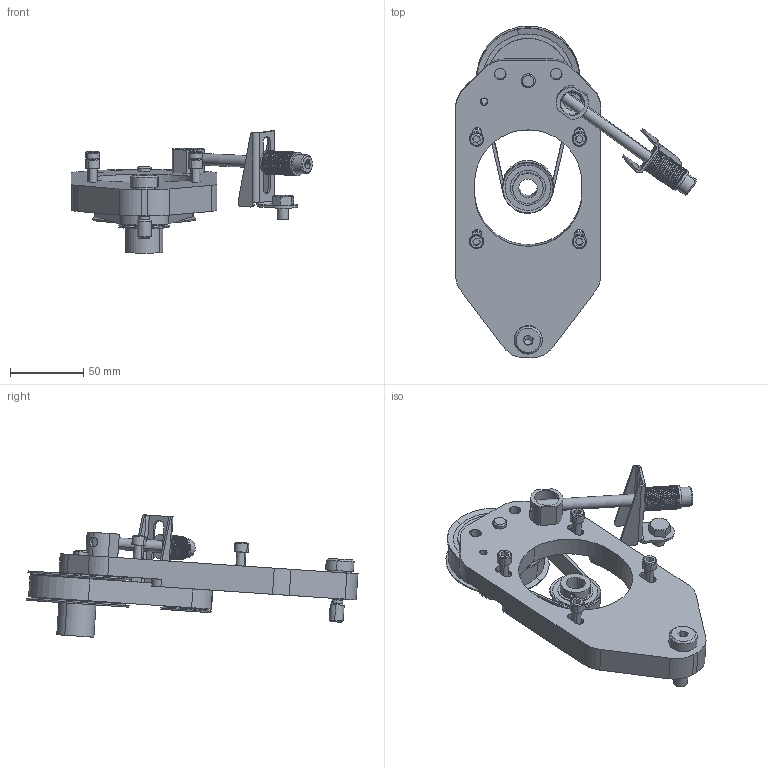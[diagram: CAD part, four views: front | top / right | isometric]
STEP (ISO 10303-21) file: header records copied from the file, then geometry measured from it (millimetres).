
FILE_DESCRIPTION (( 'STEP AP214' ), '1' );
FILE_NAME ('CRP301-00.STEP', '2018-07-06T21:52:58', ( '' ), ( '' ), 'SwSTEP 2.0', 'SolidWorks 2017', '' );
FILE_SCHEMA (( 'AUTOMOTIVE_DESIGN' ));
Length unit declared in the file: millimetre
Products named in the file (23): CRP301-01; ISO 10423; 97022A448; hex screw_am_B18.6.7M - M8 x 1.25 x 10 Plain HHMS --10N; socket head shoulder screw2_ai_SHSSCREW 0.5x0.75-N; CRP303-01; socket countersunk head screw_am_B18.3.5M - 6 x 1.0 x 12 Socket FCHS  -- 12N; CRP330-00; CRP301-00; FW-ZP-M8; CRP303-00; CRP400-12_Imperial; 300-5GT-15; socket head shoulder screw2_ai_SHSSCREW 0.5x1.25-N; SK-0250-20-0_750; 90135A437; hex nut_ai_HNUT 0.2500-20-D-N; socket head cap screw_am_B18.3.1M - 8 x 1.25 x 100 Hex SHCS -- 28NHX; CRP303-02; CRP303-03; 2868T11; CRP301-07; CRP301-03
Assembly tree (29 placements, depth 3):
  CRP301-00
    CRP301-01
    socket head shoulder screw2_ai_SHSSCREW 0.5x0.75-N
    2868T11
    CRP301-03
    CRP303-00
      CRP303-01
      CRP303-03
      CRP303-02
    SK-0250-20-0_750  x4
    hex nut_ai_HNUT 0.2500-20-D-N  x4
    socket head shoulder screw2_ai_SHSSCREW 0.5x1.25-N
    97022A448
    300-5GT-15
    90135A437
    CRP330-00
      CRP301-07
      hex screw_am_B18.6.7M - M8 x 1.25 x 10 Plain HHMS --10N
      socket head cap screw_am_B18.3.1M - 8 x 1.25 x 100 Hex SHCS -- 28NHX
      FW-ZP-M8  x2
      ISO 10423
      CRP400-12_Imperial
      socket countersunk head screw_am_B18.3.5M - 6 x 1.0 x 12 Socket FCHS  -- 12N
Bounding box: 164.12 x 226.08 x 83.35 mm (x, y, z)
Volume: 309976.1 mm3; surface area: 112201.1 mm2
Topology: 27 solids, 27 shells, 857 faces, 2039 edges, 1264 vertices
Faces by surface type: cylinder 367, plane 275, cone 148, bspline 55, torus 12
Entity records: 51389 total; most frequent: CARTESIAN_POINT 33720, DIRECTION 3654, ORIENTED_EDGE 3414, EDGE_CURVE 1707, AXIS2_PLACEMENT_3D 1439, VERTEX_POINT 1070, EDGE_LOOP 783, LINE 776
